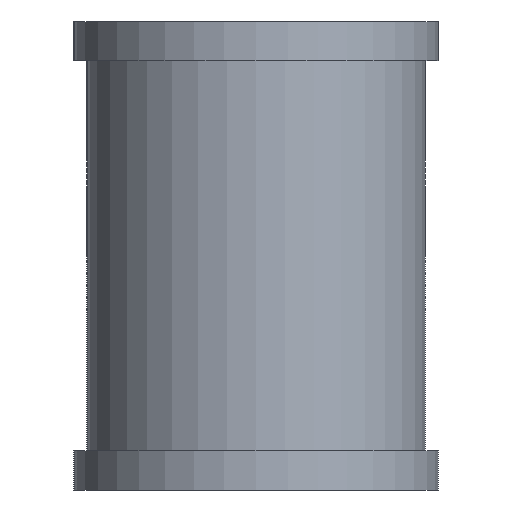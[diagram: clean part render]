
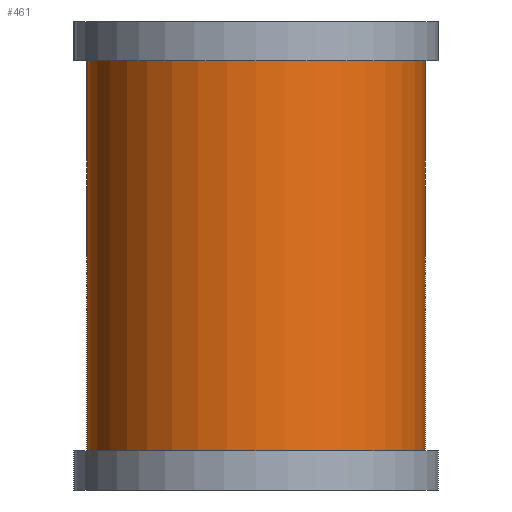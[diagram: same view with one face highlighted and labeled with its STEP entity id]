
A CAD part, front view. The second image highlights one B-rep face of the part: STEP entity #461.
In plain terms, the highlighted cylindrical face has radius 65 mm (diameter 130 mm), a partial arc.
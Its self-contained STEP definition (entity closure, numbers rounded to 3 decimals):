
#38 = AXIS2_PLACEMENT_3D ( 'NONE', #585, #210, #160 ) ;
#79 = ORIENTED_EDGE ( 'NONE', *, *, #487, .T. ) ;
#92 = VERTEX_POINT ( 'NONE', #372 ) ;
#115 = AXIS2_PLACEMENT_3D ( 'NONE', #150, #603, #494 ) ;
#125 = LINE ( 'NONE', #548, #463 ) ;
#150 = CARTESIAN_POINT ( 'NONE',  ( 0., 0., 90. ) ) ;
#153 = DIRECTION ( 'NONE',  ( -1., 0., 0. ) ) ;
#160 = DIRECTION ( 'NONE',  ( -1., 0., 0. ) ) ;
#161 = EDGE_CURVE ( 'NONE', #92, #269, #254, .T. ) ;
#162 = LINE ( 'NONE', #203, #624 ) ;
#182 = EDGE_CURVE ( 'NONE', #269, #289, #162, .T. ) ;
#203 = CARTESIAN_POINT ( 'NONE',  ( -65., 0., 90. ) ) ;
#210 = DIRECTION ( 'NONE',  ( 0., 0., -1. ) ) ;
#254 = CIRCLE ( 'NONE', #38, 65. ) ;
#262 = EDGE_CURVE ( 'NONE', #462, #289, #505, .T. ) ;
#269 = VERTEX_POINT ( 'NONE', #474 ) ;
#283 = DIRECTION ( 'NONE',  ( 0., 0., 1. ) ) ;
#289 = VERTEX_POINT ( 'NONE', #471 ) ;
#295 = ORIENTED_EDGE ( 'NONE', *, *, #161, .F. ) ;
#341 = CARTESIAN_POINT ( 'NONE',  ( 65., 0., 75. ) ) ;
#372 = CARTESIAN_POINT ( 'NONE',  ( 65., 0., -75. ) ) ;
#404 = EDGE_LOOP ( 'NONE', ( #295, #79, #560, #608 ) ) ;
#461 = ADVANCED_FACE ( 'NONE', ( #666 ), #628, .T. ) ;
#462 = VERTEX_POINT ( 'NONE', #341 ) ;
#463 = VECTOR ( 'NONE', #283, 1000. ) ;
#466 = CARTESIAN_POINT ( 'NONE',  ( 0., 0., 75. ) ) ;
#471 = CARTESIAN_POINT ( 'NONE',  ( -65., 0., 75. ) ) ;
#474 = CARTESIAN_POINT ( 'NONE',  ( -65., 0., -75. ) ) ;
#487 = EDGE_CURVE ( 'NONE', #92, #462, #125, .T. ) ;
#494 = DIRECTION ( 'NONE',  ( -1., 0., 0. ) ) ;
#505 = CIRCLE ( 'NONE', #587, 65. ) ;
#532 = DIRECTION ( 'NONE',  ( 0., 0., 1. ) ) ;
#548 = CARTESIAN_POINT ( 'NONE',  ( 65., 0., 90. ) ) ;
#560 = ORIENTED_EDGE ( 'NONE', *, *, #262, .T. ) ;
#585 = CARTESIAN_POINT ( 'NONE',  ( 0., 0., -75. ) ) ;
#587 = AXIS2_PLACEMENT_3D ( 'NONE', #466, #677, #153 ) ;
#603 = DIRECTION ( 'NONE',  ( 0., 0., 1. ) ) ;
#608 = ORIENTED_EDGE ( 'NONE', *, *, #182, .F. ) ;
#624 = VECTOR ( 'NONE', #532, 1000. ) ;
#628 = CYLINDRICAL_SURFACE ( 'NONE', #115, 65. ) ;
#666 = FACE_OUTER_BOUND ( 'NONE', #404, .T. ) ;
#677 = DIRECTION ( 'NONE',  ( 0., 0., -1. ) ) ;
